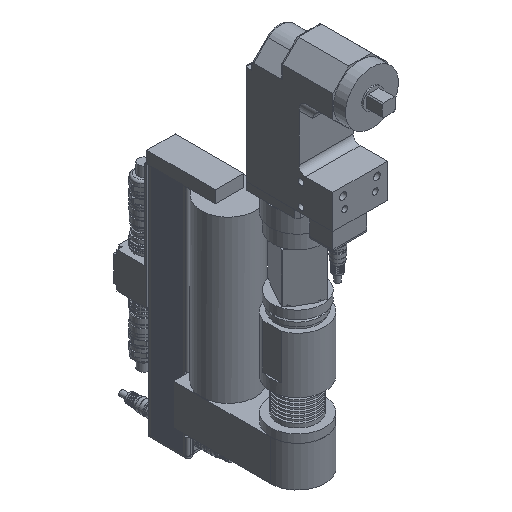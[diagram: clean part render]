
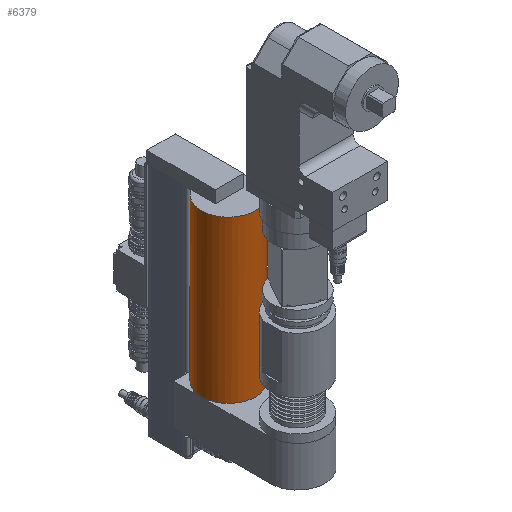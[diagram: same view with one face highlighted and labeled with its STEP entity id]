
A CAD part, isometric view. The second image highlights one B-rep face of the part: STEP entity #6379.
In plain terms, the highlighted cylindrical face has radius 40 mm (diameter 80 mm), a full revolution.
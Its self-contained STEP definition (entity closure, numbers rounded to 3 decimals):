
#6128=CARTESIAN_POINT('',(-40.0,-68.9,108.5));
#6129=VERTEX_POINT('',#6128);
#6130=CARTESIAN_POINT('',(0.0,-68.9,108.5));
#6131=DIRECTION('',(0.0,0.0,1.0));
#6132=DIRECTION('',(1.0,0.0,0.0));
#6133=AXIS2_PLACEMENT_3D('',#6130,#6131,#6132);
#6134=CIRCLE('',#6133,40.0);
#6135=EDGE_CURVE('',#6129,#6129,#6134,.T.);
#6351=CARTESIAN_POINT('',(0.0,-68.9,346.5));
#6352=DIRECTION('',(0.0,0.0,-1.0));
#6353=DIRECTION('',(1.0,0.0,0.0));
#6354=AXIS2_PLACEMENT_3D('',#6351,#6352,#6353);
#6355=CYLINDRICAL_SURFACE('',#6354,40.0);
#6356=ORIENTED_EDGE('',*,*,#6135,.T.);
#6357=EDGE_LOOP('',(#6356));
#6358=FACE_OUTER_BOUND('',#6357,.T.);
#6359=CARTESIAN_POINT('',(-20.85,-34.764,346.5));
#6360=VERTEX_POINT('',#6359);
#6361=CARTESIAN_POINT('',(20.85,-34.764,346.5));
#6362=VERTEX_POINT('',#6361);
#6363=CARTESIAN_POINT('',(0.0,-68.9,346.5));
#6364=DIRECTION('',(0.0,0.0,1.0));
#6365=DIRECTION('',(1.0,0.0,0.0));
#6366=AXIS2_PLACEMENT_3D('',#6363,#6364,#6365);
#6367=CIRCLE('',#6366,40.0);
#6368=EDGE_CURVE('',#6360,#6362,#6367,.T.);
#6369=ORIENTED_EDGE('',*,*,#6368,.F.);
#6370=CARTESIAN_POINT('',(0.0,-68.9,346.5));
#6371=DIRECTION('',(0.0,0.0,1.0));
#6372=DIRECTION('',(1.0,0.0,0.0));
#6373=AXIS2_PLACEMENT_3D('',#6370,#6371,#6372);
#6374=CIRCLE('',#6373,40.0);
#6375=EDGE_CURVE('',#6362,#6360,#6374,.T.);
#6376=ORIENTED_EDGE('',*,*,#6375,.F.);
#6377=EDGE_LOOP('',(#6369,#6376));
#6378=FACE_BOUND('',#6377,.T.);
#6379=ADVANCED_FACE('',(#6358,#6378),#6355,.T.);
